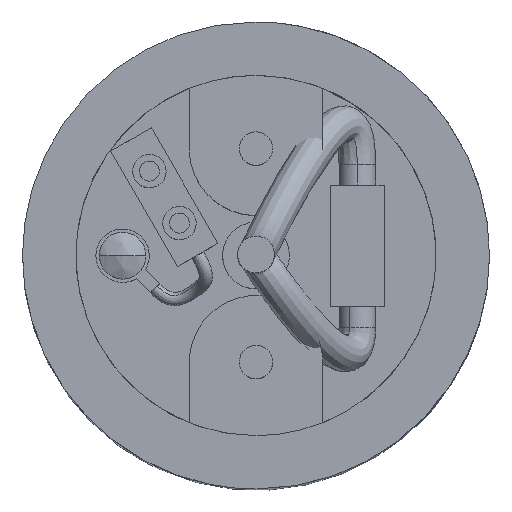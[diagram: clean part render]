
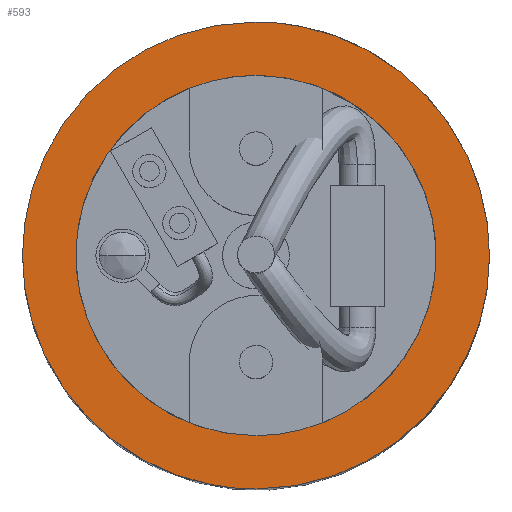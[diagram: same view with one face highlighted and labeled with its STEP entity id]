
A CAD part, top view. The second image highlights one B-rep face of the part: STEP entity #593.
In plain terms, the highlighted planar face has unit normal (0, 0, 1).
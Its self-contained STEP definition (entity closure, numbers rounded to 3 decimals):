
#543=FACE_BOUND('',#1364,.T.);
#593=ADVANCED_FACE('',(#978,#543),#5340,.T.);
#978=FACE_OUTER_BOUND('',#1363,.T.);
#1363=EDGE_LOOP('',(#1806,#1807));
#1364=EDGE_LOOP('',(#1808,#1809));
#1806=ORIENTED_EDGE('',*,*,#3500,.T.);
#1807=ORIENTED_EDGE('',*,*,#3556,.T.);
#1808=ORIENTED_EDGE('',*,*,#3503,.T.);
#1809=ORIENTED_EDGE('',*,*,#3558,.T.);
#3500=EDGE_CURVE('',#4799,#4835,#4352,.T.);
#3503=EDGE_CURVE('',#4801,#4837,#4355,.T.);
#3556=EDGE_CURVE('',#4835,#4799,#4408,.T.);
#3558=EDGE_CURVE('',#4837,#4801,#4410,.T.);
#4352=(
BOUNDED_CURVE()
B_SPLINE_CURVE(2,(#6425,#6426,#6427,#6428,#6429),.UNSPECIFIED.,.F.,.F.)
B_SPLINE_CURVE_WITH_KNOTS((3,2,3),(0.,54.978,109.956),
 .UNSPECIFIED.)
CURVE()
GEOMETRIC_REPRESENTATION_ITEM()
RATIONAL_B_SPLINE_CURVE((1.,0.707,1.,0.707,1.))
REPRESENTATION_ITEM('')
);
#4355=(
BOUNDED_CURVE()
B_SPLINE_CURVE(2,(#6435,#6436,#6437,#6438,#6439),.UNSPECIFIED.,.F.,.F.)
B_SPLINE_CURVE_WITH_KNOTS((3,2,3),(219.911,262.323,304.734),
 .UNSPECIFIED.)
CURVE()
GEOMETRIC_REPRESENTATION_ITEM()
RATIONAL_B_SPLINE_CURVE((1.,0.707,1.,0.707,1.))
REPRESENTATION_ITEM('')
);
#4408=(
BOUNDED_CURVE()
B_SPLINE_CURVE(2,(#6641,#6642,#6643,#6644,#6645),.UNSPECIFIED.,.F.,.F.)
B_SPLINE_CURVE_WITH_KNOTS((3,2,3),(109.956,164.934,219.911),
 .UNSPECIFIED.)
CURVE()
GEOMETRIC_REPRESENTATION_ITEM()
RATIONAL_B_SPLINE_CURVE((1.,0.707,1.,0.707,1.))
REPRESENTATION_ITEM('')
);
#4410=(
BOUNDED_CURVE()
B_SPLINE_CURVE(2,(#6648,#6649,#6650,#6651,#6652),.UNSPECIFIED.,.F.,.F.)
B_SPLINE_CURVE_WITH_KNOTS((3,2,3),(304.734,347.146,389.557),
 .UNSPECIFIED.)
CURVE()
GEOMETRIC_REPRESENTATION_ITEM()
RATIONAL_B_SPLINE_CURVE((1.,0.707,1.,0.707,1.))
REPRESENTATION_ITEM('')
);
#4799=VERTEX_POINT('',#6365);
#4801=VERTEX_POINT('',#6367);
#4835=VERTEX_POINT('',#6401);
#4837=VERTEX_POINT('',#6403);
#5340=PLANE('',#5750);
#5750=AXIS2_PLACEMENT_3D('',#6357,#6053,$);
#6053=DIRECTION('',(0.,0.,1.));
#6357=CARTESIAN_POINT('',(-43.75,43.75,19.704));
#6365=CARTESIAN_POINT('',(0.,-35.,19.704));
#6367=CARTESIAN_POINT('',(0.,-27.,19.704));
#6401=CARTESIAN_POINT('',(0.,35.,19.704));
#6403=CARTESIAN_POINT('',(0.,27.,19.704));
#6425=CARTESIAN_POINT('',(0.,-35.,19.704));
#6426=CARTESIAN_POINT('',(35.,-35.,19.704));
#6427=CARTESIAN_POINT('',(35.,0.,19.704));
#6428=CARTESIAN_POINT('',(35.,35.,19.704));
#6429=CARTESIAN_POINT('',(0.,35.,19.704));
#6435=CARTESIAN_POINT('',(0.,-27.,19.704));
#6436=CARTESIAN_POINT('',(-27.,-27.,19.704));
#6437=CARTESIAN_POINT('',(-27.,0.,19.704));
#6438=CARTESIAN_POINT('',(-27.,27.,19.704));
#6439=CARTESIAN_POINT('',(0.,27.,19.704));
#6641=CARTESIAN_POINT('',(0.,35.,19.704));
#6642=CARTESIAN_POINT('',(-35.,35.,19.704));
#6643=CARTESIAN_POINT('',(-35.,0.,19.704));
#6644=CARTESIAN_POINT('',(-35.,-35.,19.704));
#6645=CARTESIAN_POINT('',(0.,-35.,19.704));
#6648=CARTESIAN_POINT('',(0.,27.,19.704));
#6649=CARTESIAN_POINT('',(27.,27.,19.704));
#6650=CARTESIAN_POINT('',(27.,0.,19.704));
#6651=CARTESIAN_POINT('',(27.,-27.,19.704));
#6652=CARTESIAN_POINT('',(0.,-27.,19.704));
